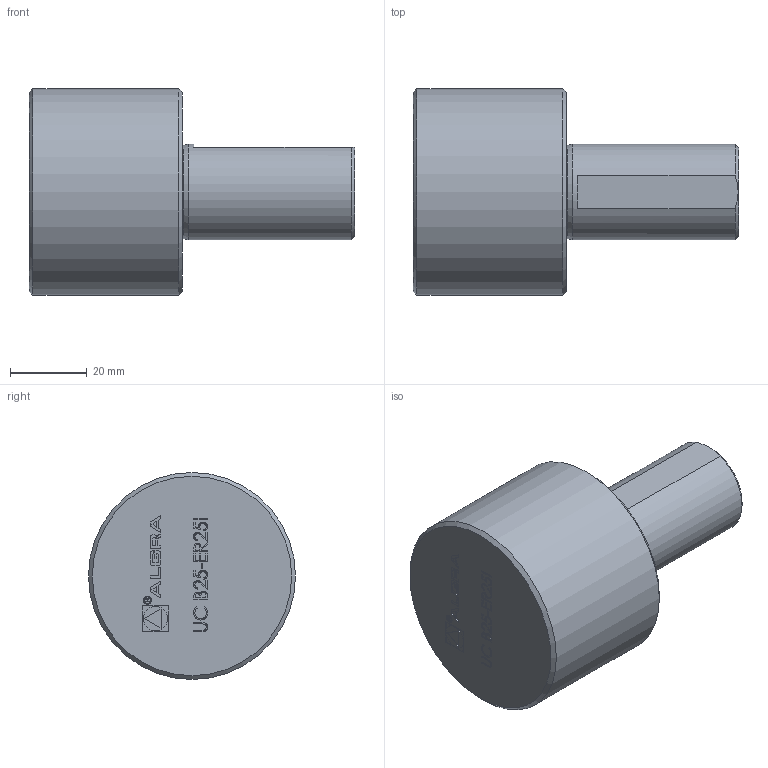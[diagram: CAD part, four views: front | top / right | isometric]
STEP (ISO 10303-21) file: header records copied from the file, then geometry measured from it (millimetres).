
FILE_DESCRIPTION (( 'STEP AP214' ), '1' );
FILE_NAME ('UCB25-ER25I.STEP', '2024-01-03T14:39:35', ( '' ), ( '' ), 'SwSTEP 2.0', 'SolidWorks 2023', '' );
FILE_SCHEMA (( 'AUTOMOTIVE_DESIGN' ));
Length unit declared in the file: millimetre
Products named in the file (1): UCB25-ER25I
Bounding box: 85 x 54 x 54 mm (x, y, z)
Volume: 113241.1 mm3; surface area: 14739.2 mm2
Topology: 1 solids, 1 shells, 275 faces, 723 edges, 480 vertices
Faces by surface type: plane 178, bspline 63, cylinder 28, cone 5, torus 1
Full cylindrical faces by diameter (mm): 1.7 x1, 2.1 x1, 6.366 x1, 25 x1, 54 x1
Entity records: 13471 total; most frequent: CARTESIAN_POINT 5518, ORIENTED_EDGE 1422, DIRECTION 1073, EDGE_CURVE 711, LINE 521, VECTOR 521, VERTEX_POINT 479, EDGE_LOOP 316
